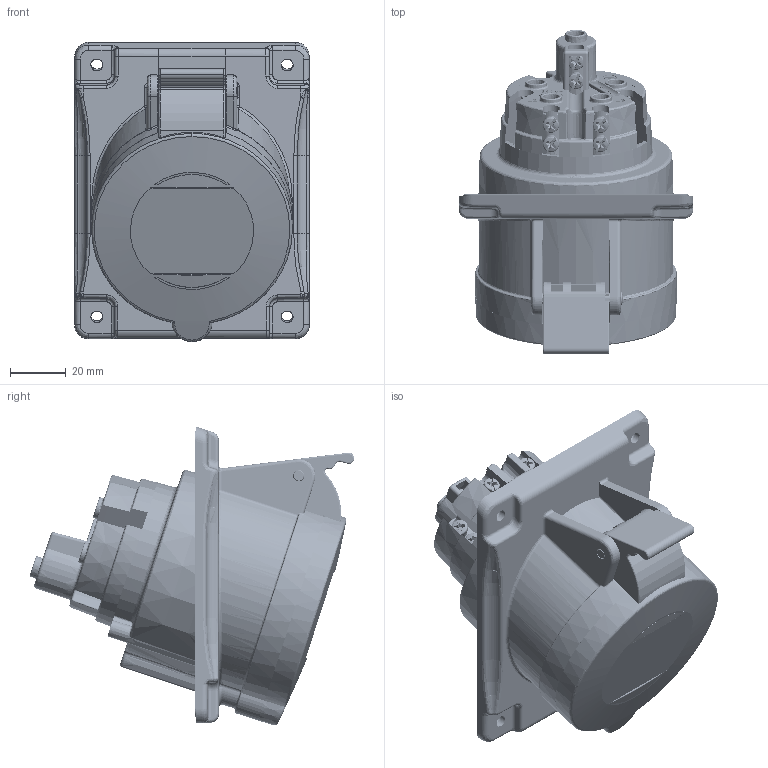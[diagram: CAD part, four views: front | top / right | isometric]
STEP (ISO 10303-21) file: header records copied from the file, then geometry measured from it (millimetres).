
FILE_DESCRIPTION (( 'STEP AP214' ), '1' );
FILE_NAME ('CATSTD-0S432-0R9-M01.STEP', '2019-09-05T14:40:06', ( '' ), ( '' ), 'SwSTEP 2.0', 'SolidWorks 2017', '' );
FILE_SCHEMA (( 'AUTOMOTIVE_DESIGN' ));
Length unit declared in the file: millimetre
Products named in the file (1): CATSTD-0S432-0R9-M01
Bounding box: 84 x 116.04 x 106.97 mm (x, y, z)
Volume: 194981.1 mm3; surface area: 184961.8 mm2
Topology: 25 solids, 25 shells, 5974 faces, 14992 edges, 9091 vertices
Faces by surface type: bspline 2207, cylinder 1643, plane 1581, cone 535, torus 8
Entity records: 271481 total; most frequent: CARTESIAN_POINT 140946, ORIENTED_EDGE 29770, DIRECTION 20170, EDGE_CURVE 14885, VERTEX_POINT 9091, AXIS2_PLACEMENT_3D 7414, EDGE_LOOP 6214, FACE_OUTER_BOUND 5975
